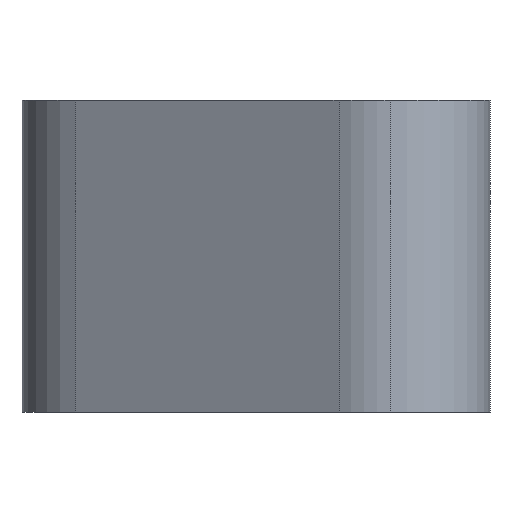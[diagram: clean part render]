
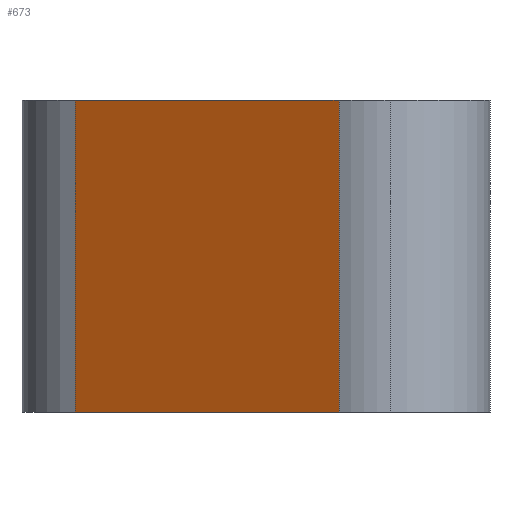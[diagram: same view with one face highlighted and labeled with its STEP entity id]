
A CAD part, left-side view. The second image highlights one B-rep face of the part: STEP entity #673.
In plain terms, the highlighted planar face has unit normal (-0.859, 0.512, 0).
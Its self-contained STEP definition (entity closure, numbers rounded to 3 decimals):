
#23 = PLANE ( 'NONE',  #360 ) ;
#47 = CARTESIAN_POINT ( 'NONE',  ( -1.305, -1.016, -0.5 ) ) ;
#60 = DIRECTION ( 'NONE',  ( 0.859, -0.512, 0. ) ) ;
#63 = EDGE_CURVE ( 'NONE', #714, #625, #252, .T. ) ;
#96 = EDGE_CURVE ( 'NONE', #625, #315, #525, .T. ) ;
#115 = LINE ( 'NONE', #286, #250 ) ;
#128 = VERTEX_POINT ( 'NONE', #340 ) ;
#156 = ORIENTED_EDGE ( 'NONE', *, *, #96, .T. ) ;
#216 = DIRECTION ( 'NONE',  ( 0., 0., -1. ) ) ;
#240 = ORIENTED_EDGE ( 'NONE', *, *, #63, .T. ) ;
#250 = VECTOR ( 'NONE', #216, 1000. ) ;
#252 = LINE ( 'NONE', #328, #345 ) ;
#256 = EDGE_CURVE ( 'NONE', #714, #128, #696, .T. ) ;
#266 = ORIENTED_EDGE ( 'NONE', *, *, #563, .F. ) ;
#286 = CARTESIAN_POINT ( 'NONE',  ( -1.305, -1.016, 0.5 ) ) ;
#306 = CARTESIAN_POINT ( 'NONE',  ( -0.801, -0.171, 0.5 ) ) ;
#315 = VERTEX_POINT ( 'NONE', #47 ) ;
#328 = CARTESIAN_POINT ( 'NONE',  ( -0.801, -0.171, 0.5 ) ) ;
#340 = CARTESIAN_POINT ( 'NONE',  ( -1.305, -1.016, 0.5 ) ) ;
#343 = VECTOR ( 'NONE', #542, 1000. ) ;
#345 = VECTOR ( 'NONE', #534, 1000. ) ;
#350 = CARTESIAN_POINT ( 'NONE',  ( -0.801, -0.171, -0.5 ) ) ;
#360 = AXIS2_PLACEMENT_3D ( 'NONE', #306, #60, #790 ) ;
#404 = CARTESIAN_POINT ( 'NONE',  ( -0.801, -0.171, -0.5 ) ) ;
#411 = DIRECTION ( 'NONE',  ( -0.512, -0.859, 0. ) ) ;
#451 = EDGE_LOOP ( 'NONE', ( #156, #266, #693, #240 ) ) ;
#525 = LINE ( 'NONE', #404, #810 ) ;
#534 = DIRECTION ( 'NONE',  ( 0., 0., -1. ) ) ;
#542 = DIRECTION ( 'NONE',  ( -0.512, -0.859, 0. ) ) ;
#549 = CARTESIAN_POINT ( 'NONE',  ( -0.801, -0.171, 0.5 ) ) ;
#563 = EDGE_CURVE ( 'NONE', #128, #315, #115, .T. ) ;
#625 = VERTEX_POINT ( 'NONE', #350 ) ;
#673 = ADVANCED_FACE ( 'NONE', ( #801 ), #23, .F. ) ;
#693 = ORIENTED_EDGE ( 'NONE', *, *, #256, .F. ) ;
#696 = LINE ( 'NONE', #720, #343 ) ;
#714 = VERTEX_POINT ( 'NONE', #549 ) ;
#720 = CARTESIAN_POINT ( 'NONE',  ( -0.801, -0.171, 0.5 ) ) ;
#790 = DIRECTION ( 'NONE',  ( 0.512, 0.859, 0. ) ) ;
#801 = FACE_OUTER_BOUND ( 'NONE', #451, .T. ) ;
#810 = VECTOR ( 'NONE', #411, 1000. ) ;
